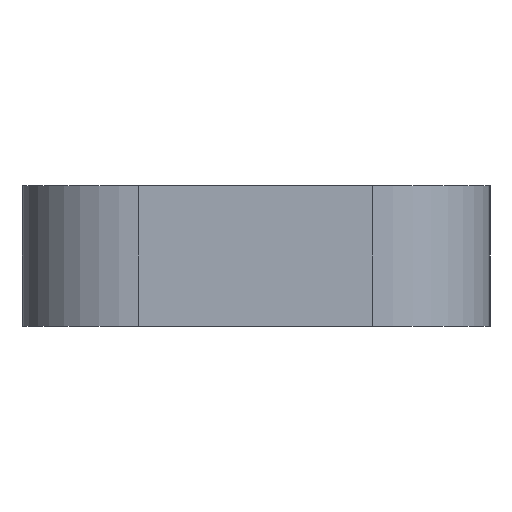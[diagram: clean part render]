
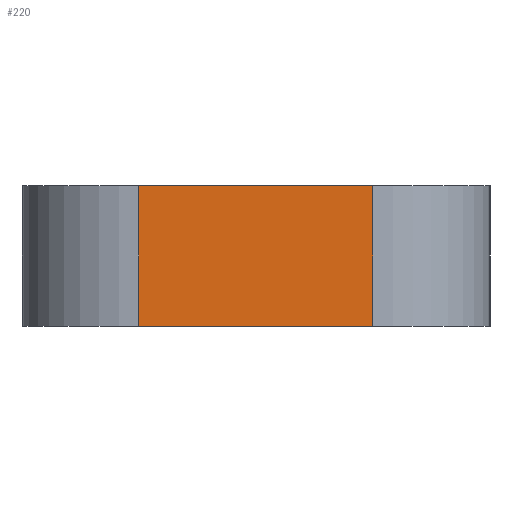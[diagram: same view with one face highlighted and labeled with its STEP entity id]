
A CAD part, left-side view. The second image highlights one B-rep face of the part: STEP entity #220.
In plain terms, the highlighted planar face has unit normal (-1, 0, 0).
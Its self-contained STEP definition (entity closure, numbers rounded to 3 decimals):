
#19=PLANE('',#252);
#28=FACE_OUTER_BOUND('',#40,.T.);
#40=EDGE_LOOP('',(#163,#164,#165,#166));
#56=LINE('',#356,#74);
#57=LINE('',#359,#75);
#58=LINE('',#361,#76);
#59=LINE('',#362,#77);
#74=VECTOR('',#290,10.);
#75=VECTOR('',#293,10.);
#76=VECTOR('',#294,10.);
#77=VECTOR('',#295,10.);
#105=VERTEX_POINT('',#349);
#108=VERTEX_POINT('',#354);
#109=VERTEX_POINT('',#358);
#110=VERTEX_POINT('',#360);
#130=EDGE_CURVE('',#108,#105,#56,.T.);
#131=EDGE_CURVE('',#109,#108,#57,.T.);
#132=EDGE_CURVE('',#110,#109,#58,.T.);
#133=EDGE_CURVE('',#105,#110,#59,.T.);
#163=ORIENTED_EDGE('',*,*,#130,.F.);
#164=ORIENTED_EDGE('',*,*,#131,.F.);
#165=ORIENTED_EDGE('',*,*,#132,.F.);
#166=ORIENTED_EDGE('',*,*,#133,.F.);
#220=ADVANCED_FACE('',(#28),#19,.T.);
#252=AXIS2_PLACEMENT_3D('',#357,#291,#292);
#290=DIRECTION('',(0.,0.,-1.));
#291=DIRECTION('center_axis',(-1.,0.,0.));
#292=DIRECTION('ref_axis',(0.,1.,0.));
#293=DIRECTION('',(0.,-1.,0.));
#294=DIRECTION('',(0.,0.,1.));
#295=DIRECTION('',(0.,1.,0.));
#349=CARTESIAN_POINT('',(42.97,74.887,0.));
#354=CARTESIAN_POINT('',(42.97,74.887,6.));
#356=CARTESIAN_POINT('',(42.97,74.887,6.));
#357=CARTESIAN_POINT('Origin',(42.97,69.887,6.));
#358=CARTESIAN_POINT('',(42.97,84.887,6.));
#359=CARTESIAN_POINT('',(42.97,89.887,6.));
#360=CARTESIAN_POINT('',(42.97,84.887,0.));
#361=CARTESIAN_POINT('',(42.97,84.887,6.));
#362=CARTESIAN_POINT('',(42.97,89.887,0.));
